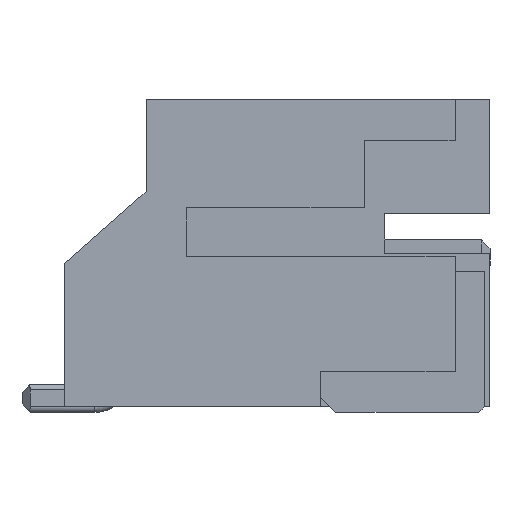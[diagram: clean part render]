
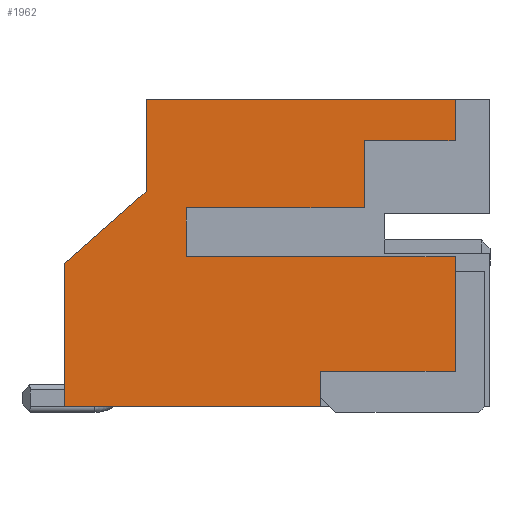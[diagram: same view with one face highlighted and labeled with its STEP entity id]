
A CAD part, left-side view. The second image highlights one B-rep face of the part: STEP entity #1962.
In plain terms, the highlighted planar face has unit normal (-1, 0, 0).
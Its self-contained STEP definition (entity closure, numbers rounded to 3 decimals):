
#474 = AXIS2_PLACEMENT_3D ( 'NONE', #2195, #10129, #7934 ) ;
#773 = EDGE_CURVE ( 'NONE', #18418, #6474, #25208, .T. ) ;
#983 = CARTESIAN_POINT ( 'NONE',  ( -5.95, -3.782, 2.662 ) ) ;
#1117 = CARTESIAN_POINT ( 'NONE',  ( -5.95, 3.15, 0. ) ) ;
#1380 = VERTEX_POINT ( 'NONE', #8274 ) ;
#1588 = CARTESIAN_POINT ( 'NONE',  ( -5.95, -3.782, 0.63 ) ) ;
#1716 = VECTOR ( 'NONE', #4068, 1000. ) ;
#1809 = CARTESIAN_POINT ( 'NONE',  ( -5.95, 1.7, 5.45 ) ) ;
#1962 = ADVANCED_FACE ( 'NONE', ( #26634 ), #27057, .F. ) ;
#2195 = CARTESIAN_POINT ( 'NONE',  ( -5.95, 3.15, 5.45 ) ) ;
#2204 = VERTEX_POINT ( 'NONE', #23274 ) ;
#2214 = DIRECTION ( 'NONE',  ( 0., 1., 0. ) ) ;
#2418 = CARTESIAN_POINT ( 'NONE',  ( -5.95, 1.7, 3.814 ) ) ;
#2549 = DIRECTION ( 'NONE',  ( 0., 0., -1. ) ) ;
#2558 = VERTEX_POINT ( 'NONE', #15073 ) ;
#3002 = VECTOR ( 'NONE', #8704, 1000. ) ;
#3110 = VECTOR ( 'NONE', #16037, 1000. ) ;
#3864 = LINE ( 'NONE', #26504, #20468 ) ;
#3915 = ORIENTED_EDGE ( 'NONE', *, *, #14302, .T. ) ;
#3959 = EDGE_CURVE ( 'NONE', #15137, #25753, #6498, .T. ) ;
#3991 = CARTESIAN_POINT ( 'NONE',  ( -5.95, -1.4, 0.63 ) ) ;
#4068 = DIRECTION ( 'NONE',  ( 0., 0., -1. ) ) ;
#4256 = LINE ( 'NONE', #8486, #8812 ) ;
#4479 = CARTESIAN_POINT ( 'NONE',  ( -5.95, 0.982, 3.531 ) ) ;
#5088 = LINE ( 'NONE', #983, #3110 ) ;
#6474 = VERTEX_POINT ( 'NONE', #13734 ) ;
#6498 = LINE ( 'NONE', #4479, #7828 ) ;
#6501 = ORIENTED_EDGE ( 'NONE', *, *, #15544, .F. ) ;
#6679 = CARTESIAN_POINT ( 'NONE',  ( -5.95, -3.782, 5.45 ) ) ;
#6837 = VECTOR ( 'NONE', #20051, 1000. ) ;
#7351 = VECTOR ( 'NONE', #14968, 1000. ) ;
#7646 = DIRECTION ( 'NONE',  ( 0., -1., 0. ) ) ;
#7785 = ORIENTED_EDGE ( 'NONE', *, *, #8513, .F. ) ;
#7828 = VECTOR ( 'NONE', #2549, 1000. ) ;
#7934 = DIRECTION ( 'NONE',  ( 0., 1., 0. ) ) ;
#8274 = CARTESIAN_POINT ( 'NONE',  ( -5.95, 1.7, 3.814 ) ) ;
#8302 = EDGE_CURVE ( 'NONE', #24395, #24354, #5088, .T. ) ;
#8486 = CARTESIAN_POINT ( 'NONE',  ( -5.95, -3.782, 0.63 ) ) ;
#8513 = EDGE_CURVE ( 'NONE', #24354, #18294, #4256, .T. ) ;
#8535 = CARTESIAN_POINT ( 'NONE',  ( -5.95, -2.171, 4.722 ) ) ;
#8704 = DIRECTION ( 'NONE',  ( 0., 0., -1. ) ) ;
#8812 = VECTOR ( 'NONE', #2214, 1000. ) ;
#8851 = DIRECTION ( 'NONE',  ( 0., -1., 0. ) ) ;
#9318 = VERTEX_POINT ( 'NONE', #1117 ) ;
#9833 = CARTESIAN_POINT ( 'NONE',  ( -5.95, -2.171, 4.722 ) ) ;
#9852 = EDGE_LOOP ( 'NONE', ( #25996, #20944, #7785, #18015, #23824, #16774, #25154, #20737, #6501, #24516, #12513, #12710, #21221, #3915 ) ) ;
#10129 = DIRECTION ( 'NONE',  ( 1., 0., 0. ) ) ;
#10498 = DIRECTION ( 'NONE',  ( 0., 1., 0. ) ) ;
#10591 = LINE ( 'NONE', #8535, #7351 ) ;
#10842 = CARTESIAN_POINT ( 'NONE',  ( -5.95, 3.15, 2.541 ) ) ;
#10893 = LINE ( 'NONE', #2418, #15724 ) ;
#11739 = DIRECTION ( 'NONE',  ( 0., 1., 0. ) ) ;
#11756 = VERTEX_POINT ( 'NONE', #9833 ) ;
#11787 = EDGE_CURVE ( 'NONE', #1380, #19558, #22376, .T. ) ;
#12123 = VECTOR ( 'NONE', #14196, 1000. ) ;
#12513 = ORIENTED_EDGE ( 'NONE', *, *, #17840, .F. ) ;
#12697 = CARTESIAN_POINT ( 'NONE',  ( -5.95, -3.782, 4.722 ) ) ;
#12710 = ORIENTED_EDGE ( 'NONE', *, *, #11787, .F. ) ;
#13073 = CARTESIAN_POINT ( 'NONE',  ( -5.95, 0.982, 2.662 ) ) ;
#13734 = CARTESIAN_POINT ( 'NONE',  ( -5.95, -3.782, 4.722 ) ) ;
#13999 = EDGE_CURVE ( 'NONE', #11756, #2558, #10591, .T. ) ;
#14196 = DIRECTION ( 'NONE',  ( 0., 0., 1. ) ) ;
#14302 = EDGE_CURVE ( 'NONE', #18636, #9318, #3864, .T. ) ;
#14712 = LINE ( 'NONE', #23026, #3002 ) ;
#14968 = DIRECTION ( 'NONE',  ( 0., 0., -1. ) ) ;
#15073 = CARTESIAN_POINT ( 'NONE',  ( -5.95, -2.171, 3.531 ) ) ;
#15137 = VERTEX_POINT ( 'NONE', #15756 ) ;
#15198 = LINE ( 'NONE', #20080, #18139 ) ;
#15544 = EDGE_CURVE ( 'NONE', #6474, #11756, #25389, .T. ) ;
#15724 = VECTOR ( 'NONE', #15824, 1000. ) ;
#15756 = CARTESIAN_POINT ( 'NONE',  ( -5.95, 0.982, 3.531 ) ) ;
#15824 = DIRECTION ( 'NONE',  ( 0., -0.752, 0.66 ) ) ;
#15853 = CARTESIAN_POINT ( 'NONE',  ( -5.95, 3.15, 5.45 ) ) ;
#15965 = EDGE_CURVE ( 'NONE', #9318, #2204, #17441, .T. ) ;
#16037 = DIRECTION ( 'NONE',  ( 0., 0., -1. ) ) ;
#16774 = ORIENTED_EDGE ( 'NONE', *, *, #3959, .F. ) ;
#16909 = EDGE_CURVE ( 'NONE', #2558, #15137, #15198, .T. ) ;
#17441 = LINE ( 'NONE', #24155, #19638 ) ;
#17840 = EDGE_CURVE ( 'NONE', #19558, #18418, #20461, .T. ) ;
#18015 = ORIENTED_EDGE ( 'NONE', *, *, #8302, .F. ) ;
#18139 = VECTOR ( 'NONE', #11739, 1000. ) ;
#18294 = VERTEX_POINT ( 'NONE', #3991 ) ;
#18418 = VERTEX_POINT ( 'NONE', #6679 ) ;
#18636 = VERTEX_POINT ( 'NONE', #10842 ) ;
#19045 = EDGE_CURVE ( 'NONE', #18294, #2204, #14712, .T. ) ;
#19558 = VERTEX_POINT ( 'NONE', #1809 ) ;
#19638 = VECTOR ( 'NONE', #7646, 1000. ) ;
#20051 = DIRECTION ( 'NONE',  ( 0., -1., 0. ) ) ;
#20080 = CARTESIAN_POINT ( 'NONE',  ( -5.95, -2.171, 3.531 ) ) ;
#20461 = LINE ( 'NONE', #15853, #6837 ) ;
#20468 = VECTOR ( 'NONE', #24594, 1000. ) ;
#20587 = CARTESIAN_POINT ( 'NONE',  ( -5.95, -3.782, 5.45 ) ) ;
#20737 = ORIENTED_EDGE ( 'NONE', *, *, #13999, .F. ) ;
#20944 = ORIENTED_EDGE ( 'NONE', *, *, #19045, .F. ) ;
#21221 = ORIENTED_EDGE ( 'NONE', *, *, #25314, .F. ) ;
#22376 = LINE ( 'NONE', #24561, #12123 ) ;
#22562 = CARTESIAN_POINT ( 'NONE',  ( -5.95, 0.982, 2.662 ) ) ;
#23026 = CARTESIAN_POINT ( 'NONE',  ( -5.95, -1.4, 0.63 ) ) ;
#23274 = CARTESIAN_POINT ( 'NONE',  ( -5.95, -1.4, 0. ) ) ;
#23544 = VECTOR ( 'NONE', #8851, 1000. ) ;
#23824 = ORIENTED_EDGE ( 'NONE', *, *, #24482, .F. ) ;
#24155 = CARTESIAN_POINT ( 'NONE',  ( -5.95, 3.15, 0. ) ) ;
#24354 = VERTEX_POINT ( 'NONE', #1588 ) ;
#24381 = CARTESIAN_POINT ( 'NONE',  ( -5.95, -3.782, 2.662 ) ) ;
#24395 = VERTEX_POINT ( 'NONE', #24381 ) ;
#24482 = EDGE_CURVE ( 'NONE', #25753, #24395, #25220, .T. ) ;
#24516 = ORIENTED_EDGE ( 'NONE', *, *, #773, .F. ) ;
#24561 = CARTESIAN_POINT ( 'NONE',  ( -5.95, 1.7, 5.45 ) ) ;
#24594 = DIRECTION ( 'NONE',  ( 0., 0., -1. ) ) ;
#25154 = ORIENTED_EDGE ( 'NONE', *, *, #16909, .F. ) ;
#25208 = LINE ( 'NONE', #20587, #1716 ) ;
#25220 = LINE ( 'NONE', #13073, #23544 ) ;
#25314 = EDGE_CURVE ( 'NONE', #18636, #1380, #10893, .T. ) ;
#25389 = LINE ( 'NONE', #12697, #27035 ) ;
#25753 = VERTEX_POINT ( 'NONE', #22562 ) ;
#25996 = ORIENTED_EDGE ( 'NONE', *, *, #15965, .T. ) ;
#26504 = CARTESIAN_POINT ( 'NONE',  ( -5.95, 3.15, 5.45 ) ) ;
#26634 = FACE_OUTER_BOUND ( 'NONE', #9852, .T. ) ;
#27035 = VECTOR ( 'NONE', #10498, 1000. ) ;
#27057 = PLANE ( 'NONE',  #474 ) ;
